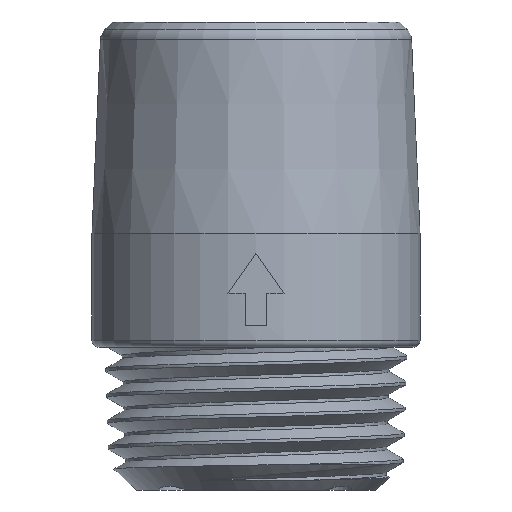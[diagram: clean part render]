
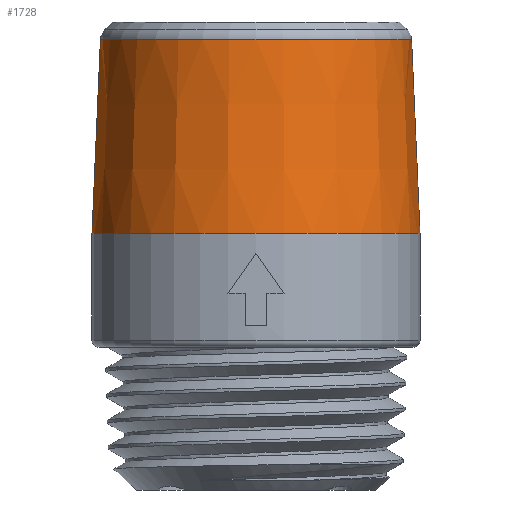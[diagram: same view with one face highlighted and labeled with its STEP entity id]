
A CAD part, front view. The second image highlights one B-rep face of the part: STEP entity #1728.
In plain terms, the highlighted conical face has half-angle 2.5 degrees and reference radius 10.845 mm.
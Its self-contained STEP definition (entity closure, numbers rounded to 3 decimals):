
#398 = VERTEX_POINT ( 'NONE', #1880 ) ;
#1728 = ADVANCED_FACE ( 'NONE', ( #5471 ), #10658, .T. ) ;
#1880 = CARTESIAN_POINT ( 'NONE',  ( 10.906, 0., 51.6 ) ) ;
#2014 = DIRECTION ( 'NONE',  ( 0.044, 0., -0.999 ) ) ;
#2528 = CIRCLE ( 'NONE', #10462, 10.906 ) ;
#3246 = CARTESIAN_POINT ( 'NONE',  ( -11.5, 0., 38. ) ) ;
#3421 = CARTESIAN_POINT ( 'NONE',  ( 0., 0., 51.6 ) ) ;
#3865 = VECTOR ( 'NONE', #2014, 1000. ) ;
#3948 = CIRCLE ( 'NONE', #13709, 11.5 ) ;
#4010 = VERTEX_POINT ( 'NONE', #10358 ) ;
#4050 = ORIENTED_EDGE ( 'NONE', *, *, #9360, .F. ) ;
#4116 = CARTESIAN_POINT ( 'NONE',  ( -10.845, 0., 53. ) ) ;
#4557 = AXIS2_PLACEMENT_3D ( 'NONE', #9796, #7733, #12079 ) ;
#4624 = CARTESIAN_POINT ( 'NONE',  ( 0., 0., 38. ) ) ;
#5165 = ORIENTED_EDGE ( 'NONE', *, *, #13535, .T. ) ;
#5471 = FACE_OUTER_BOUND ( 'NONE', #10774, .T. ) ;
#6004 = ORIENTED_EDGE ( 'NONE', *, *, #7787, .T. ) ;
#6623 = VECTOR ( 'NONE', #8425, 1000. ) ;
#7391 = LINE ( 'NONE', #11738, #3865 ) ;
#7733 = DIRECTION ( 'NONE',  ( 0., 0., -1. ) ) ;
#7745 = DIRECTION ( 'NONE',  ( 0., 0., -1. ) ) ;
#7787 = EDGE_CURVE ( 'NONE', #8103, #12327, #13854, .T. ) ;
#8103 = VERTEX_POINT ( 'NONE', #13571 ) ;
#8425 = DIRECTION ( 'NONE',  ( -0.044, 0., -0.999 ) ) ;
#8928 = DIRECTION ( 'NONE',  ( 0., 0., -1. ) ) ;
#9360 = EDGE_CURVE ( 'NONE', #398, #4010, #7391, .T. ) ;
#9796 = CARTESIAN_POINT ( 'NONE',  ( 0., 0., 53. ) ) ;
#10358 = CARTESIAN_POINT ( 'NONE',  ( 11.5, 0., 38. ) ) ;
#10462 = AXIS2_PLACEMENT_3D ( 'NONE', #3421, #7745, #12091 ) ;
#10658 = CONICAL_SURFACE ( 'NONE', #4557, 10.845, 0.044 ) ;
#10774 = EDGE_LOOP ( 'NONE', ( #4050, #5165, #6004, #12117 ) ) ;
#11462 = EDGE_CURVE ( 'NONE', #4010, #12327, #3948, .T. ) ;
#11738 = CARTESIAN_POINT ( 'NONE',  ( 10.845, 0., 53. ) ) ;
#12079 = DIRECTION ( 'NONE',  ( -1., 0., 0. ) ) ;
#12091 = DIRECTION ( 'NONE',  ( 1., 0., 0. ) ) ;
#12117 = ORIENTED_EDGE ( 'NONE', *, *, #11462, .F. ) ;
#12327 = VERTEX_POINT ( 'NONE', #3246 ) ;
#13282 = DIRECTION ( 'NONE',  ( 1., 0., 0. ) ) ;
#13535 = EDGE_CURVE ( 'NONE', #398, #8103, #2528, .T. ) ;
#13571 = CARTESIAN_POINT ( 'NONE',  ( -10.906, 0., 51.6 ) ) ;
#13709 = AXIS2_PLACEMENT_3D ( 'NONE', #4624, #8928, #13282 ) ;
#13854 = LINE ( 'NONE', #4116, #6623 ) ;
